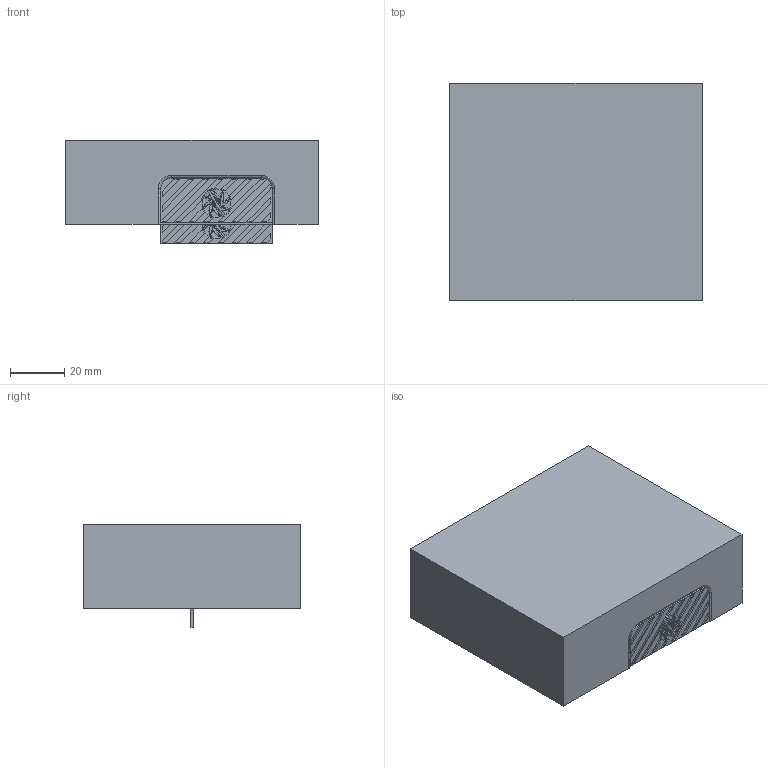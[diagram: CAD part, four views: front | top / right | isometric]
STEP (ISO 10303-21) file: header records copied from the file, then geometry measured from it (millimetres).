
FILE_DESCRIPTION( ( 'Unknown' ), '1' );
FILE_NAME( 'ALV-0620-55WH.stp', 'Unknown', ( 'S.C.H' ), ( 'Unknown' ), 'XStep 1.0', 'Unknown', ' ' );
FILE_SCHEMA( ( 'CONFIG_CONTROL_DESIGN' ) );
Length unit declared in the file: millimetre
Products named in the file (3): Assem1; 1; 2
Bounding box: 93 x 80 x 38.25 mm (x, y, z)
Surface area: 56343.1 mm2
Topology: 5 solids, 5 shells, 579 faces, 1455 edges, 970 vertices
Faces by surface type: plane 397, cylinder 174, torus 8
Entity records: 6107 total; most frequent: CARTESIAN_POINT 1038, DIRECTION 1035, ORIENTED_EDGE 1002, EDGE_CURVE 501, LINE 373, VECTOR 373, VERTEX_POINT 334, AXIS2_PLACEMENT_3D 331
